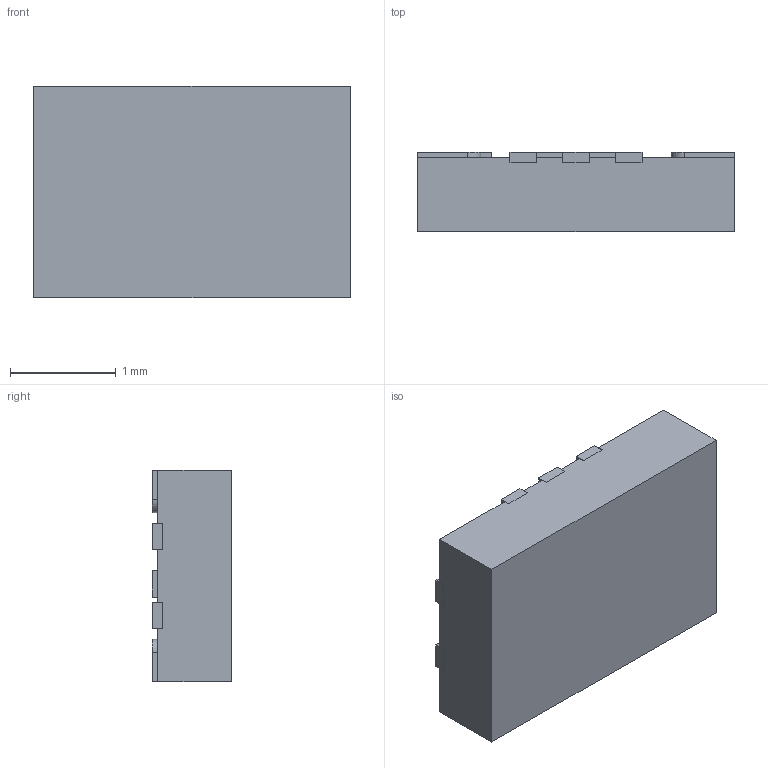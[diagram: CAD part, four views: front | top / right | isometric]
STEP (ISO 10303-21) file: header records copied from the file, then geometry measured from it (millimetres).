
FILE_DESCRIPTION (( 'STEP AP214' ), '1' );
FILE_NAME ('LTC6409IUDB#TRMPBF.STEP', '2023-07-03T15:04:46', ( '' ), ( '' ), 'SwSTEP 2.0', 'SolidWorks 2021', '' );
FILE_SCHEMA (( 'AUTOMOTIVE_DESIGN' ));
Length unit declared in the file: millimetre
Products named in the file (1): LTC6409IUDB#TRMPBF
Bounding box: 3 x 0.75 x 2 mm (x, y, z)
Volume: 4.3 mm3; surface area: 23.9 mm2
Topology: 12 solids, 12 shells, 155 faces, 390 edges, 260 vertices
Faces by surface type: plane 119, cylinder 36
Entity records: 5750 total; most frequent: CARTESIAN_POINT 806, ORIENTED_EDGE 780, DIRECTION 774, EDGE_CURVE 390, VECTOR 318, LINE 318, VERTEX_POINT 260, AXIS2_PLACEMENT_3D 228
